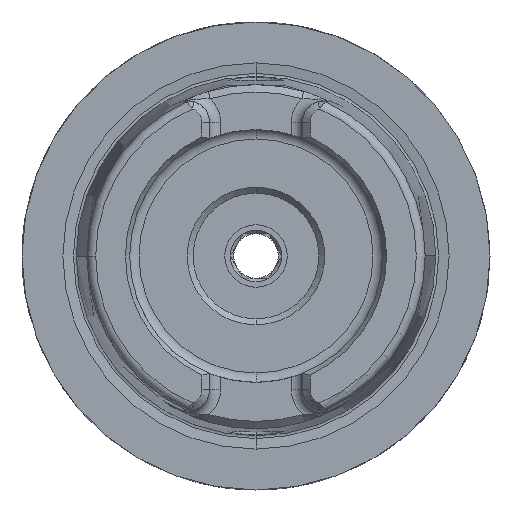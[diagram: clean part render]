
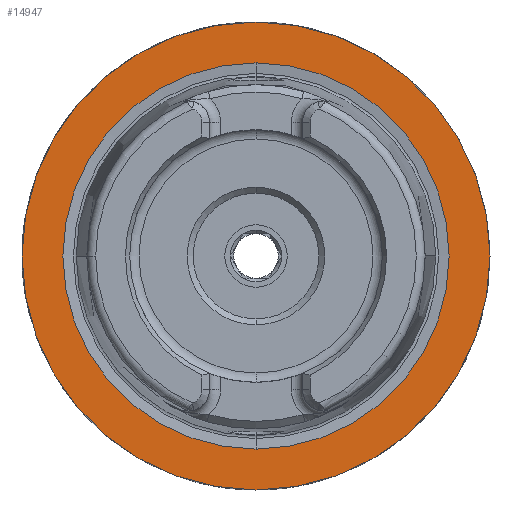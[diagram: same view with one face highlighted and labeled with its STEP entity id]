
A CAD part, left-side view. The second image highlights one B-rep face of the part: STEP entity #14947.
In plain terms, the highlighted planar face has unit normal (-1, 0, 0).
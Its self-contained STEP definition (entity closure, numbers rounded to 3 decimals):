
#1137 = CARTESIAN_POINT ( 'NONE',  ( 0., 0., -25.995 ) ) ;
#1672 = PLANE ( 'NONE',  #2411 ) ;
#1872 = CARTESIAN_POINT ( 'NONE',  ( 0., 0., 0. ) ) ;
#2411 = AXIS2_PLACEMENT_3D ( 'NONE', #5618, #14180, #6851 ) ;
#2726 = DIRECTION ( 'NONE',  ( -1., 0., 0. ) ) ;
#3147 = DIRECTION ( 'NONE',  ( 0., 0., 1. ) ) ;
#3297 = ORIENTED_EDGE ( 'NONE', *, *, #7732, .F. ) ;
#3529 = CIRCLE ( 'NONE', #13665, 31.5 ) ;
#4384 = CARTESIAN_POINT ( 'NONE',  ( 0., 0., 0. ) ) ;
#5225 = DIRECTION ( 'NONE',  ( -1., 0., 0. ) ) ;
#5485 = VERTEX_POINT ( 'NONE', #14320 ) ;
#5602 = DIRECTION ( 'NONE',  ( 0., 0., 1. ) ) ;
#5618 = CARTESIAN_POINT ( 'NONE',  ( 0., 0., 0. ) ) ;
#6056 = CIRCLE ( 'NONE', #12129, 31.5 ) ;
#6272 = FACE_OUTER_BOUND ( 'NONE', #10108, .T. ) ;
#6851 = DIRECTION ( 'NONE',  ( 0., 0., -1. ) ) ;
#7039 = AXIS2_PLACEMENT_3D ( 'NONE', #1872, #10470, #3147 ) ;
#7595 = EDGE_LOOP ( 'NONE', ( #3297, #10196 ) ) ;
#7732 = EDGE_CURVE ( 'NONE', #14457, #12397, #13570, .T. ) ;
#8606 = EDGE_CURVE ( 'NONE', #14983, #5485, #6056, .T. ) ;
#8894 = CARTESIAN_POINT ( 'NONE',  ( 0., 0., 25.995 ) ) ;
#8940 = EDGE_CURVE ( 'NONE', #5485, #14983, #3529, .T. ) ;
#9515 = FACE_BOUND ( 'NONE', #7595, .T. ) ;
#10066 = CARTESIAN_POINT ( 'NONE',  ( 0., 0., 0. ) ) ;
#10108 = EDGE_LOOP ( 'NONE', ( #13428, #15622 ) ) ;
#10196 = ORIENTED_EDGE ( 'NONE', *, *, #10536, .F. ) ;
#10470 = DIRECTION ( 'NONE',  ( -1., 0., 0. ) ) ;
#10536 = EDGE_CURVE ( 'NONE', #12397, #14457, #12671, .T. ) ;
#11308 = DIRECTION ( 'NONE',  ( 0., 0., 1. ) ) ;
#11800 = AXIS2_PLACEMENT_3D ( 'NONE', #4384, #12927, #5602 ) ;
#12129 = AXIS2_PLACEMENT_3D ( 'NONE', #12564, #5225, #13782 ) ;
#12397 = VERTEX_POINT ( 'NONE', #1137 ) ;
#12564 = CARTESIAN_POINT ( 'NONE',  ( 0., 0., 0. ) ) ;
#12671 = CIRCLE ( 'NONE', #7039, 25.995 ) ;
#12927 = DIRECTION ( 'NONE',  ( -1., 0., 0. ) ) ;
#13428 = ORIENTED_EDGE ( 'NONE', *, *, #8940, .T. ) ;
#13570 = CIRCLE ( 'NONE', #11800, 25.995 ) ;
#13665 = AXIS2_PLACEMENT_3D ( 'NONE', #10066, #2726, #11308 ) ;
#13782 = DIRECTION ( 'NONE',  ( 0., 0., 1. ) ) ;
#14180 = DIRECTION ( 'NONE',  ( 1., 0., 0. ) ) ;
#14320 = CARTESIAN_POINT ( 'NONE',  ( 0., 0., 31.5 ) ) ;
#14457 = VERTEX_POINT ( 'NONE', #8894 ) ;
#14947 = ADVANCED_FACE ( 'NONE', ( #6272, #9515 ), #1672, .F. ) ;
#14983 = VERTEX_POINT ( 'NONE', #15399 ) ;
#15399 = CARTESIAN_POINT ( 'NONE',  ( 0., 0., -31.5 ) ) ;
#15622 = ORIENTED_EDGE ( 'NONE', *, *, #8606, .T. ) ;
